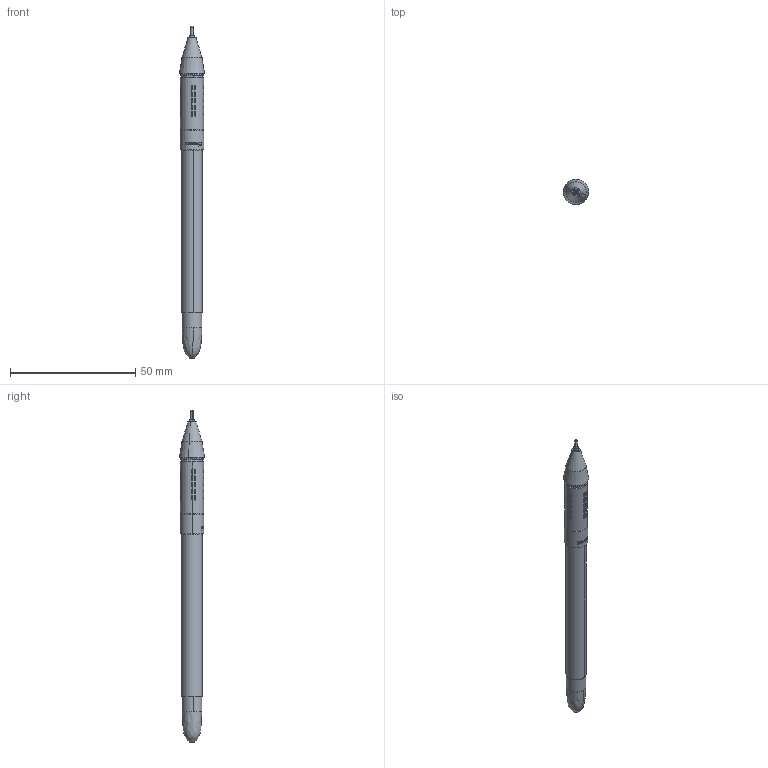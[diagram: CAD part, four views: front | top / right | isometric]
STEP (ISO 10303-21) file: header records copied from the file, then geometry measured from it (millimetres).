
FILE_DESCRIPTION (( 'STEP AP214' ), '1' );
FILE_NAME ('penprogressing.STEP', '2021-04-20T06:05:51', ( '' ), ( '' ), 'SwSTEP 2.0', 'SolidWorks 2019', '' );
FILE_SCHEMA (( 'AUTOMOTIVE_DESIGN' ));
Length unit declared in the file: inch
Products named in the file (7): penbuttomopener; coverofpen; toppartofpen; penprogressing; pen assembly; Ink; rubberofpen
Assembly tree (6 placements, depth 2):
  penprogressing
    pen assembly
    Ink
    coverofpen
    rubberofpen
    toppartofpen
    penbuttomopener
Bounding box: 10.07 x 10.07 x 132.34 mm (x, y, z)
Volume: 2978.8 mm3; surface area: 10440.5 mm2
Topology: 10 solids, 10 shells, 318 faces, 897 edges, 550 vertices
Faces by surface type: cylinder 99, plane 78, torus 54, bspline 53, cone 32, sphere 2
Entity records: 26960 total; most frequent: CARTESIAN_POINT 19404, ORIENTED_EDGE 1600, DIRECTION 1215, EDGE_CURVE 800, VERTEX_POINT 548, AXIS2_PLACEMENT_3D 474, EDGE_LOOP 380, FACE_OUTER_BOUND 318
